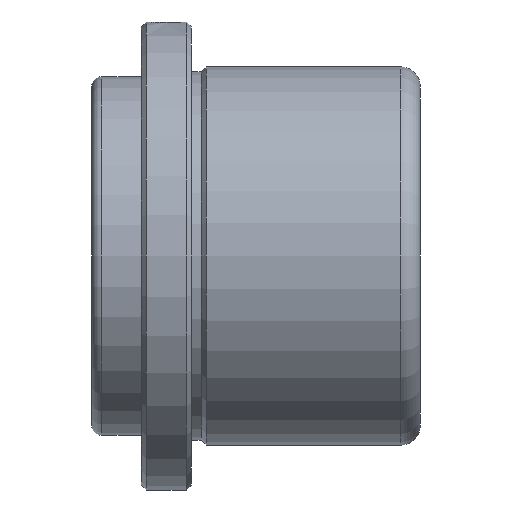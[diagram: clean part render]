
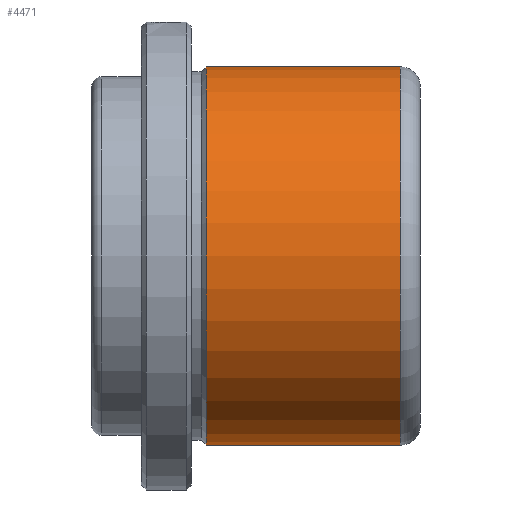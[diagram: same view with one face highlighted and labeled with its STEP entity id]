
A CAD part, left-side view. The second image highlights one B-rep face of the part: STEP entity #4471.
In plain terms, the highlighted cylindrical face has radius 19 mm (diameter 38 mm), a partial arc.
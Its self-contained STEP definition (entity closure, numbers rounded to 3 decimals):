
#251 = CARTESIAN_POINT ( 'NONE',  ( 0., 7.252, -19. ) ) ;
#430 = DIRECTION ( 'NONE',  ( 0., 1., 0. ) ) ;
#580 = VERTEX_POINT ( 'NONE', #251 ) ;
#647 = DIRECTION ( 'NONE',  ( 0., 1., 0. ) ) ;
#1264 = CARTESIAN_POINT ( 'NONE',  ( 0., -12.248, 19. ) ) ;
#1309 = EDGE_CURVE ( 'NONE', #1617, #580, #6219, .T. ) ;
#1456 = DIRECTION ( 'NONE',  ( 0., 1., 0. ) ) ;
#1578 = CARTESIAN_POINT ( 'NONE',  ( 0., 0., -19. ) ) ;
#1617 = VERTEX_POINT ( 'NONE', #2528 ) ;
#1779 = EDGE_CURVE ( 'NONE', #2307, #5193, #1836, .T. ) ;
#1836 = LINE ( 'NONE', #4594, #4633 ) ;
#1850 = ORIENTED_EDGE ( 'NONE', *, *, #1309, .F. ) ;
#1884 = DIRECTION ( 'NONE',  ( 0., 0., 1. ) ) ;
#2151 = CARTESIAN_POINT ( 'NONE',  ( 0., 7.252, 0. ) ) ;
#2270 = CIRCLE ( 'NONE', #3867, 19. ) ;
#2307 = VERTEX_POINT ( 'NONE', #1264 ) ;
#2489 = AXIS2_PLACEMENT_3D ( 'NONE', #4929, #5392, #3999 ) ;
#2528 = CARTESIAN_POINT ( 'NONE',  ( 0., -12.248, -19. ) ) ;
#2582 = DIRECTION ( 'NONE',  ( 0., 1., 0. ) ) ;
#3328 = CARTESIAN_POINT ( 'NONE',  ( 0., 0., 0. ) ) ;
#3528 = DIRECTION ( 'NONE',  ( 0., 0., 1. ) ) ;
#3669 = EDGE_CURVE ( 'NONE', #1617, #2307, #4704, .T. ) ;
#3867 = AXIS2_PLACEMENT_3D ( 'NONE', #2151, #2582, #3528 ) ;
#3967 = VECTOR ( 'NONE', #1456, 1000. ) ;
#3999 = DIRECTION ( 'NONE',  ( 0., 0., 1. ) ) ;
#4100 = FACE_OUTER_BOUND ( 'NONE', #5064, .T. ) ;
#4471 = ADVANCED_FACE ( 'NONE', ( #4100 ), #5915, .T. ) ;
#4594 = CARTESIAN_POINT ( 'NONE',  ( 0., 0., 19. ) ) ;
#4633 = VECTOR ( 'NONE', #647, 1000. ) ;
#4704 = CIRCLE ( 'NONE', #2489, 19. ) ;
#4762 = AXIS2_PLACEMENT_3D ( 'NONE', #3328, #430, #1884 ) ;
#4929 = CARTESIAN_POINT ( 'NONE',  ( 0., -12.248, 0. ) ) ;
#5064 = EDGE_LOOP ( 'NONE', ( #1850, #6194, #6070, #5434 ) ) ;
#5193 = VERTEX_POINT ( 'NONE', #6043 ) ;
#5392 = DIRECTION ( 'NONE',  ( 0., 1., 0. ) ) ;
#5434 = ORIENTED_EDGE ( 'NONE', *, *, #5501, .F. ) ;
#5501 = EDGE_CURVE ( 'NONE', #580, #5193, #2270, .T. ) ;
#5915 = CYLINDRICAL_SURFACE ( 'NONE', #4762, 19. ) ;
#6043 = CARTESIAN_POINT ( 'NONE',  ( 0., 7.252, 19. ) ) ;
#6070 = ORIENTED_EDGE ( 'NONE', *, *, #1779, .T. ) ;
#6194 = ORIENTED_EDGE ( 'NONE', *, *, #3669, .T. ) ;
#6219 = LINE ( 'NONE', #1578, #3967 ) ;
